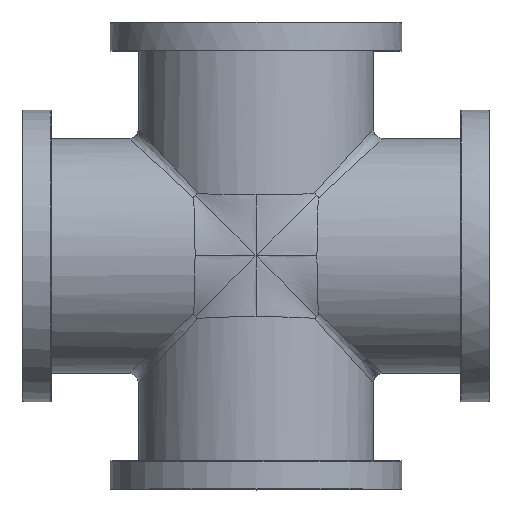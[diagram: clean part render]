
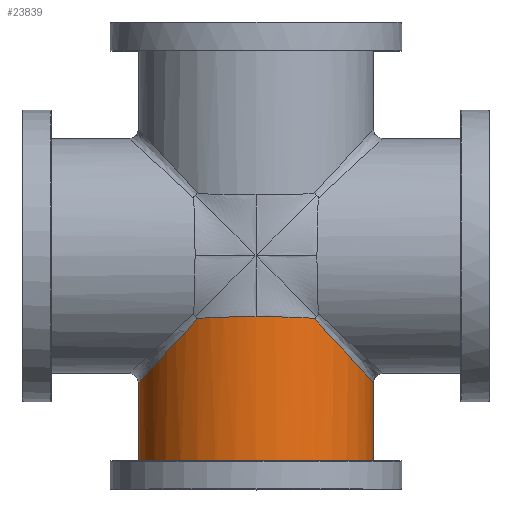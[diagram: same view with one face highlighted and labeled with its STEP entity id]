
A CAD part, top view. The second image highlights one B-rep face of the part: STEP entity #23839.
In plain terms, the highlighted cylindrical face has radius 102 mm (diameter 204 mm), a full revolution.
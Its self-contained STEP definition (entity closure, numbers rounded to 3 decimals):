
#2123=CARTESIAN_POINT('',(0.,-52.963,102.));
#2124=VERTEX_POINT('',#2123);
#2150=CARTESIAN_POINT('',(50.761,-54.742,88.472));
#2151=VERTEX_POINT('',#2150);
#2152=CARTESIAN_POINT('',(0.,-52.963,102.));
#2153=CARTESIAN_POINT('',(4.174,-52.963,102.));
#2154=CARTESIAN_POINT('',(8.347,-52.978,101.739));
#2155=CARTESIAN_POINT('',(12.388,-53.009,101.245));
#2156=CARTESIAN_POINT('',(16.547,-53.04,100.736));
#2157=CARTESIAN_POINT('',(20.565,-53.088,99.98));
#2158=CARTESIAN_POINT('',(24.313,-53.152,99.06));
#2159=CARTESIAN_POINT('',(28.339,-53.221,98.072));
#2160=CARTESIAN_POINT('',(32.054,-53.309,96.896));
#2161=CARTESIAN_POINT('',(35.334,-53.416,95.684));
#2162=CARTESIAN_POINT('',(39.449,-53.549,94.165));
#2163=CARTESIAN_POINT('',(42.879,-53.712,92.594));
#2164=CARTESIAN_POINT('',(45.451,-53.905,91.314));
#2165=CARTESIAN_POINT('',(47.436,-54.054,90.326));
#2166=CARTESIAN_POINT('',(48.913,-54.22,89.513));
#2167=CARTESIAN_POINT('',(49.808,-54.404,89.012));
#2168=CARTESIAN_POINT('',(50.327,-54.511,88.722));
#2169=CARTESIAN_POINT('',(50.651,-54.623,88.535));
#2170=CARTESIAN_POINT('',(50.761,-54.742,88.472));
#2171=B_SPLINE_CURVE_WITH_KNOTS('',3,(#2152,#2153,#2154,#2155,#2156,#2157,#2158,#2159,#2160,#2161,#2162,#2163,#2164,#2165,#2166,#2167,#2168,#2169,#2170),.UNSPECIFIED.,.F.,.U.,(4,3,3,3,3,3,4),(0.5,0.58,0.663,0.752,0.864,0.95,1.0),.UNSPECIFIED.);
#2172=EDGE_CURVE('',#2124,#2151,#2171,.T.);
#2835=CARTESIAN_POINT('',(-50.761,-54.742,88.472));
#2836=VERTEX_POINT('',#2835);
#2844=CARTESIAN_POINT('',(-50.761,-54.742,88.472));
#2845=CARTESIAN_POINT('',(-50.574,-54.54,88.58));
#2846=CARTESIAN_POINT('',(-49.771,-54.356,89.046));
#2847=CARTESIAN_POINT('',(-48.434,-54.188,89.767));
#2848=CARTESIAN_POINT('',(-46.661,-53.966,90.724));
#2849=CARTESIAN_POINT('',(-43.944,-53.775,92.127));
#2850=CARTESIAN_POINT('',(-40.445,-53.613,93.639));
#2851=CARTESIAN_POINT('',(-37.607,-53.482,94.865));
#2852=CARTESIAN_POINT('',(-34.252,-53.371,96.158));
#2853=CARTESIAN_POINT('',(-30.495,-53.279,97.335));
#2854=CARTESIAN_POINT('',(-27.029,-53.195,98.421));
#2855=CARTESIAN_POINT('',(-23.22,-53.127,99.407));
#2856=CARTESIAN_POINT('',(-19.187,-53.077,100.179));
#2857=CARTESIAN_POINT('',(-15.337,-53.028,100.917));
#2858=CARTESIAN_POINT('',(-11.284,-52.995,101.459));
#2859=CARTESIAN_POINT('',(-7.153,-52.978,101.749));
#2860=CARTESIAN_POINT('',(-4.785,-52.968,101.915));
#2861=CARTESIAN_POINT('',(-2.393,-52.963,102.));
#2862=CARTESIAN_POINT('',(0.,-52.963,102.));
#2863=B_SPLINE_CURVE_WITH_KNOTS('',3,(#2844,#2845,#2846,#2847,#2848,#2849,#2850,#2851,#2852,#2853,#2854,#2855,#2856,#2857,#2858,#2859,#2860,#2861,#2862),.UNSPECIFIED.,.F.,.U.,(4,3,3,3,3,3,4),(0.0,0.085,0.198,0.289,0.373,0.454,0.5),.UNSPECIFIED.);
#2864=EDGE_CURVE('',#2836,#2124,#2863,.T.);
#8292=CARTESIAN_POINT('',(0.,-52.963,-102.));
#8293=VERTEX_POINT('',#8292);
#8319=CARTESIAN_POINT('',(-50.761,-54.742,-88.472));
#8320=VERTEX_POINT('',#8319);
#8321=CARTESIAN_POINT('',(0.,-52.963,-102.));
#8322=CARTESIAN_POINT('',(-4.174,-52.963,-102.));
#8323=CARTESIAN_POINT('',(-8.347,-52.978,-101.739));
#8324=CARTESIAN_POINT('',(-12.388,-53.009,-101.245));
#8325=CARTESIAN_POINT('',(-16.547,-53.04,-100.736));
#8326=CARTESIAN_POINT('',(-20.565,-53.088,-99.98));
#8327=CARTESIAN_POINT('',(-24.313,-53.152,-99.06));
#8328=CARTESIAN_POINT('',(-28.339,-53.221,-98.072));
#8329=CARTESIAN_POINT('',(-32.054,-53.309,-96.896));
#8330=CARTESIAN_POINT('',(-35.334,-53.416,-95.684));
#8331=CARTESIAN_POINT('',(-39.449,-53.549,-94.165));
#8332=CARTESIAN_POINT('',(-42.879,-53.712,-92.594));
#8333=CARTESIAN_POINT('',(-45.451,-53.905,-91.314));
#8334=CARTESIAN_POINT('',(-47.436,-54.054,-90.326));
#8335=CARTESIAN_POINT('',(-48.913,-54.22,-89.513));
#8336=CARTESIAN_POINT('',(-49.808,-54.404,-89.012));
#8337=CARTESIAN_POINT('',(-50.327,-54.511,-88.722));
#8338=CARTESIAN_POINT('',(-50.651,-54.623,-88.535));
#8339=CARTESIAN_POINT('',(-50.761,-54.742,-88.472));
#8340=B_SPLINE_CURVE_WITH_KNOTS('',3,(#8321,#8322,#8323,#8324,#8325,#8326,#8327,#8328,#8329,#8330,#8331,#8332,#8333,#8334,#8335,#8336,#8337,#8338,#8339),.UNSPECIFIED.,.F.,.U.,(4,3,3,3,3,3,4),(0.5,0.58,0.663,0.752,0.864,0.95,1.0),.UNSPECIFIED.);
#8341=EDGE_CURVE('',#8293,#8320,#8340,.T.);
#9004=CARTESIAN_POINT('',(50.761,-54.742,-88.472));
#9005=VERTEX_POINT('',#9004);
#9013=CARTESIAN_POINT('',(50.761,-54.742,-88.472));
#9014=CARTESIAN_POINT('',(50.574,-54.54,-88.58));
#9015=CARTESIAN_POINT('',(49.771,-54.356,-89.046));
#9016=CARTESIAN_POINT('',(48.434,-54.188,-89.767));
#9017=CARTESIAN_POINT('',(46.661,-53.966,-90.724));
#9018=CARTESIAN_POINT('',(43.944,-53.775,-92.127));
#9019=CARTESIAN_POINT('',(40.445,-53.613,-93.639));
#9020=CARTESIAN_POINT('',(37.607,-53.482,-94.865));
#9021=CARTESIAN_POINT('',(34.252,-53.371,-96.158));
#9022=CARTESIAN_POINT('',(30.495,-53.279,-97.335));
#9023=CARTESIAN_POINT('',(27.029,-53.195,-98.421));
#9024=CARTESIAN_POINT('',(23.22,-53.127,-99.407));
#9025=CARTESIAN_POINT('',(19.187,-53.077,-100.179));
#9026=CARTESIAN_POINT('',(15.337,-53.028,-100.917));
#9027=CARTESIAN_POINT('',(11.284,-52.995,-101.459));
#9028=CARTESIAN_POINT('',(7.153,-52.978,-101.749));
#9029=CARTESIAN_POINT('',(4.785,-52.968,-101.915));
#9030=CARTESIAN_POINT('',(2.393,-52.963,-102.));
#9031=CARTESIAN_POINT('',(0.,-52.963,-102.));
#9032=B_SPLINE_CURVE_WITH_KNOTS('',3,(#9013,#9014,#9015,#9016,#9017,#9018,#9019,#9020,#9021,#9022,#9023,#9024,#9025,#9026,#9027,#9028,#9029,#9030,#9031),.UNSPECIFIED.,.F.,.U.,(4,3,3,3,3,3,4),(0.0,0.085,0.198,0.289,0.373,0.454,0.5),.UNSPECIFIED.);
#9033=EDGE_CURVE('',#9005,#8293,#9032,.T.);
#23572=CARTESIAN_POINT('',(0.0,0.0,0.0));
#23573=DIRECTION('',(-0.733,0.68,0.0));
#23574=DIRECTION('',(-0.68,-0.733,0.0));
#23575=AXIS2_PLACEMENT_3D('',#23572,#23573,#23574);
#23576=ELLIPSE('',#23575,150.013,102.0);
#23577=EDGE_CURVE('',#8320,#2836,#23576,.T.);
#23804=CARTESIAN_POINT('',(0.0,0.0,0.0));
#23805=DIRECTION('',(0.733,0.68,0.0));
#23806=DIRECTION('',(0.68,-0.733,0.0));
#23807=AXIS2_PLACEMENT_3D('',#23804,#23805,#23806);
#23808=ELLIPSE('',#23807,150.013,102.0);
#23809=EDGE_CURVE('',#2151,#9005,#23808,.T.);
#23815=CARTESIAN_POINT('',(0.0,0.0,0.0));
#23816=DIRECTION('',(0.0,-1.0,0.0));
#23817=DIRECTION('',(1.0,0.0,0.0));
#23818=AXIS2_PLACEMENT_3D('',#23815,#23816,#23817);
#23819=CYLINDRICAL_SURFACE('',#23818,102.);
#23820=CARTESIAN_POINT('',(-102.,-193.5,0.));
#23821=VERTEX_POINT('',#23820);
#23822=CARTESIAN_POINT('',(0.0,-193.5,0.0));
#23823=DIRECTION('',(0.0,1.0,0.0));
#23824=DIRECTION('',(1.0,0.0,0.0));
#23825=AXIS2_PLACEMENT_3D('',#23822,#23823,#23824);
#23826=CIRCLE('',#23825,102.);
#23827=EDGE_CURVE('',#23821,#23821,#23826,.T.);
#23828=ORIENTED_EDGE('',*,*,#23827,.T.);
#23829=EDGE_LOOP('',(#23828));
#23830=FACE_OUTER_BOUND('',#23829,.T.);
#23831=ORIENTED_EDGE('',*,*,#2864,.F.);
#23832=ORIENTED_EDGE('',*,*,#23577,.F.);
#23833=ORIENTED_EDGE('',*,*,#8341,.F.);
#23834=ORIENTED_EDGE('',*,*,#9033,.F.);
#23835=ORIENTED_EDGE('',*,*,#23809,.F.);
#23836=ORIENTED_EDGE('',*,*,#2172,.F.);
#23837=EDGE_LOOP('',(#23831,#23832,#23833,#23834,#23835,#23836));
#23838=FACE_BOUND('',#23837,.T.);
#23839=ADVANCED_FACE('',(#23830,#23838),#23819,.T.);
